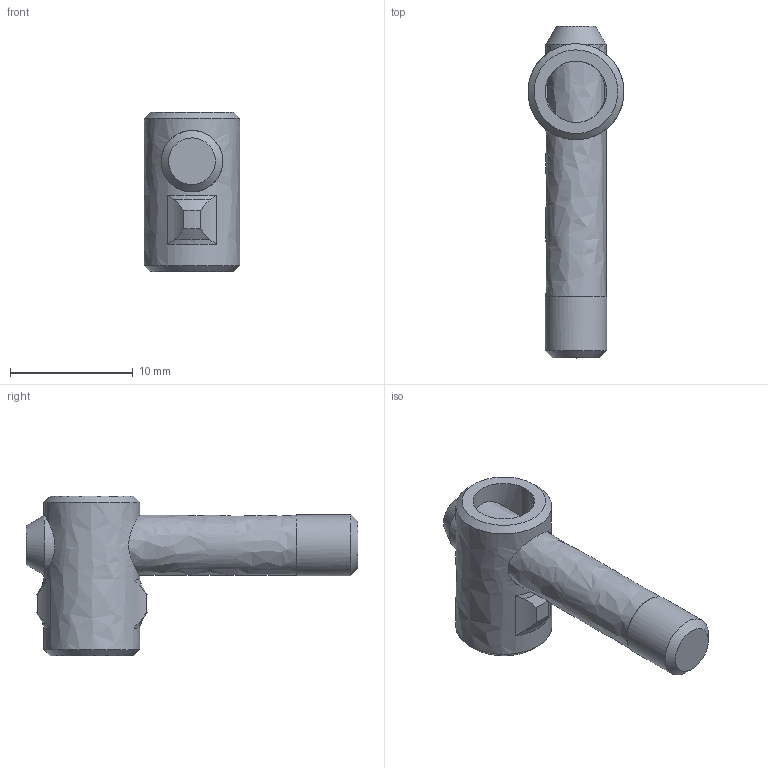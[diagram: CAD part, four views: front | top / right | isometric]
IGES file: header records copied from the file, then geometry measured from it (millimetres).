
Global section: file name: SV1073V_A; native system: Autodesk Inventor 2015; preprocessor: unknown; author: Behrens; date: 20151130.165143; units: millimetre
Bounding box: 7.8 x 27 x 13 mm (x, y, z)
Volume: 959.6 mm3; surface area: 1186.8 mm2
Topology: 3 solids, 3 shells, 46 faces, 109 edges, 72 vertices
Faces by surface type: bspline 46
